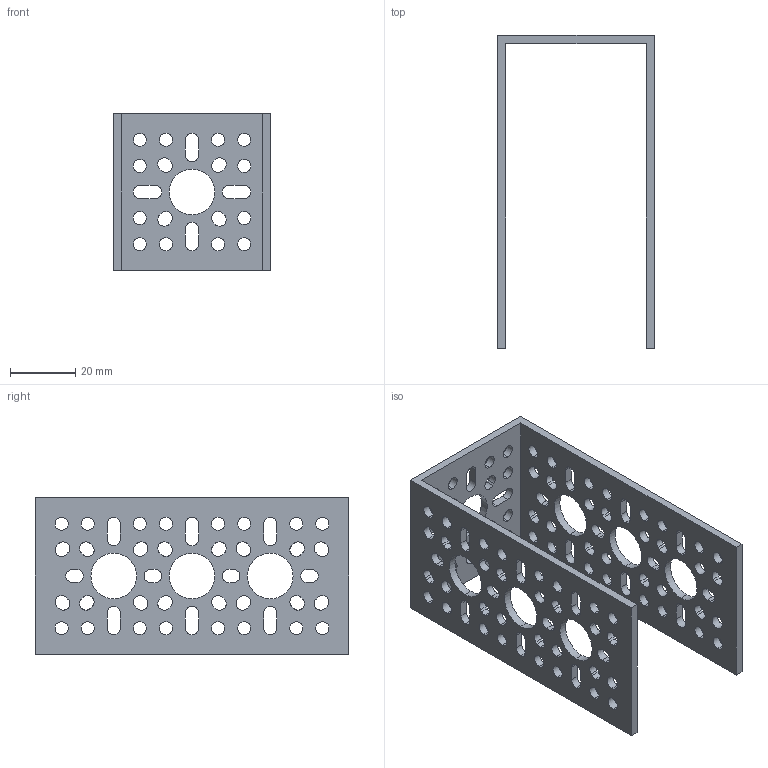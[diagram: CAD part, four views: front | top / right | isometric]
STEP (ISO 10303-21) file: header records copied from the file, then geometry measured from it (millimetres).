
FILE_DESCRIPTION (( 'STEP AP203' ), '1' );
FILE_NAME ('1111-0004-0001.STEP', '2017-12-22T22:54:43', ( '' ), ( '' ), 'SwSTEP 2.0', 'SolidWorks 2016', '' );
FILE_SCHEMA (( 'CONFIG_CONTROL_DESIGN' ));
Length unit declared in the file: millimetre
Products named in the file (1): 1111-0004-0001
Bounding box: 48 x 96 x 48 mm (x, y, z)
Volume: 21132.1 mm3; surface area: 22911 mm2
Topology: 1 solids, 1 shells, 402 faces, 1200 edges, 800 vertices
Faces by surface type: cylinder 272, plane 130
Entity records: 14289 total; most frequent: DIRECTION 2550, CARTESIAN_POINT 2403, ORIENTED_EDGE 2400, EDGE_CURVE 1200, AXIS2_PLACEMENT_3D 947, VERTEX_POINT 800, VECTOR 656, LINE 656
